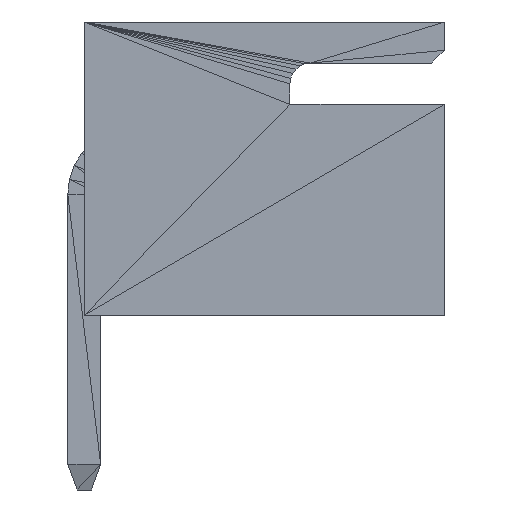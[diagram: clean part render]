
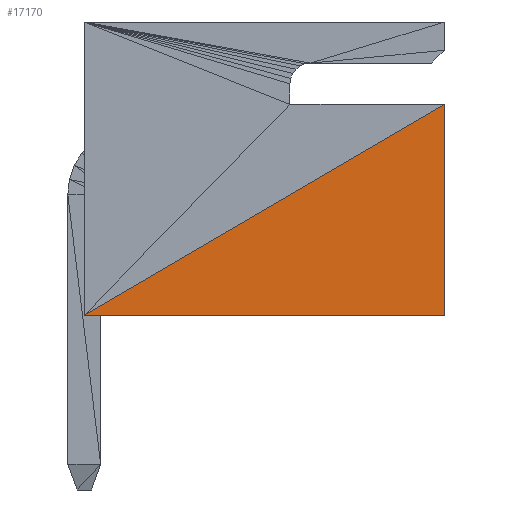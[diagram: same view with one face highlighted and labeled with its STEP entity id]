
A CAD part, left-side view. The second image highlights one B-rep face of the part: STEP entity #17170.
In plain terms, the highlighted planar face has unit normal (-1, 0, 0).
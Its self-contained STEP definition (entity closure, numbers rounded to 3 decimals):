
#16874 = VERTEX_POINT('',#16875);
#16875 = CARTESIAN_POINT('',(-8.75,3.34,-2.85));
#16929 = VERTEX_POINT('',#16930);
#16930 = CARTESIAN_POINT('',(-8.75,-3.66,1.25));
#16959 = EDGE_CURVE('',#16929,#16960,#16962,.T.);
#16960 = VERTEX_POINT('',#16961);
#16961 = CARTESIAN_POINT('',(-8.75,-3.66,-2.85));
#16962 = LINE('',#16963,#16964);
#16963 = CARTESIAN_POINT('',(-8.75,-3.66,1.25));
#16964 = VECTOR('',#16965,1.);
#16965 = DIRECTION('',(0.,0.,-1.));
#17170 = ADVANCED_FACE('',(#17171),#17186,.T.);
#17171 = FACE_BOUND('',#17172,.T.);
#17172 = EDGE_LOOP('',(#17173,#17174,#17180));
#17173 = ORIENTED_EDGE('',*,*,#16959,.F.);
#17174 = ORIENTED_EDGE('',*,*,#17175,.T.);
#17175 = EDGE_CURVE('',#16929,#16874,#17176,.T.);
#17176 = LINE('',#17177,#17178);
#17177 = CARTESIAN_POINT('',(-8.75,-3.66,1.25));
#17178 = VECTOR('',#17179,1.);
#17179 = DIRECTION('',(0.,0.863,-0.505));
#17180 = ORIENTED_EDGE('',*,*,#17181,.T.);
#17181 = EDGE_CURVE('',#16874,#16960,#17182,.T.);
#17182 = LINE('',#17183,#17184);
#17183 = CARTESIAN_POINT('',(-8.75,3.34,-2.85));
#17184 = VECTOR('',#17185,1.);
#17185 = DIRECTION('',(0.,-1.,0.));
#17186 = PLANE('',#17187);
#17187 = AXIS2_PLACEMENT_3D('',#17188,#17189,#17190);
#17188 = CARTESIAN_POINT('',(-8.75,-3.66,-2.85));
#17189 = DIRECTION('',(-1.,0.,0.));
#17190 = DIRECTION('',(0.,1.,0.));
